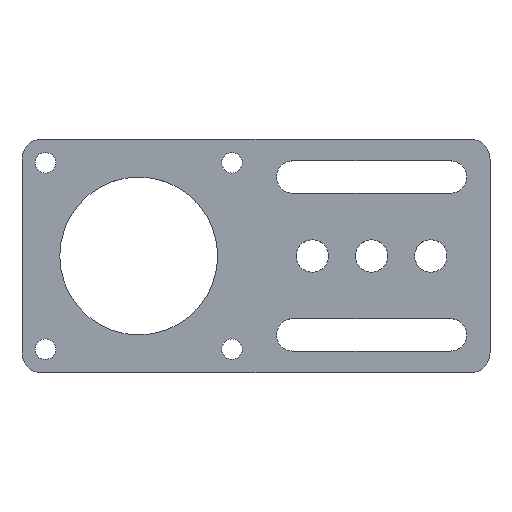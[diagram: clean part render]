
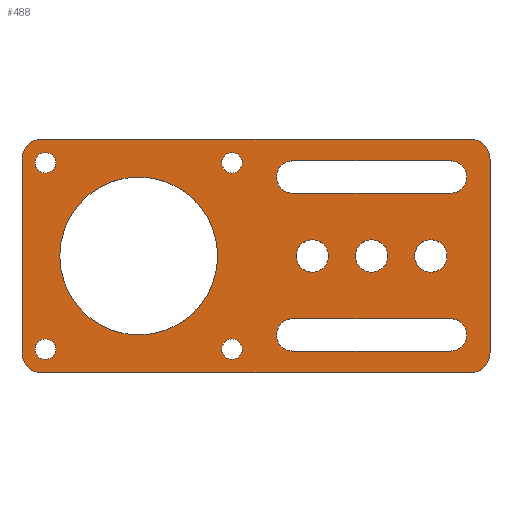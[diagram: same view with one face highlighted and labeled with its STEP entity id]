
A CAD part, top view. The second image highlights one B-rep face of the part: STEP entity #488.
In plain terms, the highlighted planar face has unit normal (0, 0, 1).
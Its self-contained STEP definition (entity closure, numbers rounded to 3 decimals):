
#34=FACE_BOUND('',#89,.T.);
#35=FACE_BOUND('',#90,.T.);
#36=FACE_BOUND('',#91,.T.);
#37=FACE_BOUND('',#92,.T.);
#38=FACE_BOUND('',#93,.T.);
#39=FACE_BOUND('',#94,.T.);
#40=FACE_BOUND('',#95,.T.);
#41=FACE_BOUND('',#96,.T.);
#42=FACE_BOUND('',#97,.T.);
#43=FACE_BOUND('',#98,.T.);
#62=FACE_OUTER_BOUND('',#88,.T.);
#88=EDGE_LOOP('',(#350,#351,#352,#353,#354,#355,#356,#357));
#89=EDGE_LOOP('',(#358));
#90=EDGE_LOOP('',(#359,#360,#361,#362));
#91=EDGE_LOOP('',(#363,#364,#365,#366));
#92=EDGE_LOOP('',(#367));
#93=EDGE_LOOP('',(#368));
#94=EDGE_LOOP('',(#369));
#95=EDGE_LOOP('',(#370));
#96=EDGE_LOOP('',(#371));
#97=EDGE_LOOP('',(#372));
#98=EDGE_LOOP('',(#373));
#142=LINE('',#730,#174);
#143=LINE('',#734,#175);
#144=LINE('',#738,#176);
#145=LINE('',#741,#177);
#146=LINE('',#748,#178);
#147=LINE('',#751,#179);
#148=LINE('',#756,#180);
#149=LINE('',#759,#181);
#174=VECTOR('',#580,108.57);
#175=VECTOR('',#583,49.14);
#176=VECTOR('',#586,108.57);
#177=VECTOR('',#589,49.14);
#178=VECTOR('',#594,40.);
#179=VECTOR('',#597,40.);
#180=VECTOR('',#600,40.);
#181=VECTOR('',#603,40.);
#206=CIRCLE('',#517,5.);
#207=CIRCLE('',#518,5.);
#208=CIRCLE('',#519,5.);
#209=CIRCLE('',#520,5.);
#210=CIRCLE('',#521,20.);
#211=CIRCLE('',#522,4.1);
#212=CIRCLE('',#523,4.1);
#213=CIRCLE('',#524,4.1);
#214=CIRCLE('',#525,4.1);
#215=CIRCLE('',#526,4.1);
#216=CIRCLE('',#527,4.1);
#217=CIRCLE('',#528,4.1);
#218=CIRCLE('',#529,2.6);
#219=CIRCLE('',#530,2.6);
#220=CIRCLE('',#531,2.6);
#221=CIRCLE('',#532,2.6);
#238=VERTEX_POINT('',#726);
#239=VERTEX_POINT('',#727);
#240=VERTEX_POINT('',#729);
#241=VERTEX_POINT('',#731);
#242=VERTEX_POINT('',#733);
#243=VERTEX_POINT('',#735);
#244=VERTEX_POINT('',#737);
#245=VERTEX_POINT('',#739);
#246=VERTEX_POINT('',#742);
#247=VERTEX_POINT('',#744);
#248=VERTEX_POINT('',#745);
#249=VERTEX_POINT('',#747);
#250=VERTEX_POINT('',#749);
#251=VERTEX_POINT('',#752);
#252=VERTEX_POINT('',#753);
#253=VERTEX_POINT('',#755);
#254=VERTEX_POINT('',#757);
#255=VERTEX_POINT('',#760);
#256=VERTEX_POINT('',#762);
#257=VERTEX_POINT('',#764);
#258=VERTEX_POINT('',#766);
#259=VERTEX_POINT('',#768);
#260=VERTEX_POINT('',#770);
#261=VERTEX_POINT('',#772);
#286=EDGE_CURVE('',#238,#239,#206,.T.);
#287=EDGE_CURVE('',#239,#240,#142,.T.);
#288=EDGE_CURVE('',#240,#241,#207,.T.);
#289=EDGE_CURVE('',#241,#242,#143,.T.);
#290=EDGE_CURVE('',#242,#243,#208,.T.);
#291=EDGE_CURVE('',#243,#244,#144,.T.);
#292=EDGE_CURVE('',#244,#245,#209,.T.);
#293=EDGE_CURVE('',#245,#238,#145,.T.);
#294=EDGE_CURVE('',#246,#246,#210,.T.);
#295=EDGE_CURVE('',#247,#248,#211,.T.);
#296=EDGE_CURVE('',#248,#249,#146,.T.);
#297=EDGE_CURVE('',#249,#250,#212,.T.);
#298=EDGE_CURVE('',#250,#247,#147,.T.);
#299=EDGE_CURVE('',#251,#252,#213,.T.);
#300=EDGE_CURVE('',#252,#253,#148,.T.);
#301=EDGE_CURVE('',#253,#254,#214,.T.);
#302=EDGE_CURVE('',#254,#251,#149,.T.);
#303=EDGE_CURVE('',#255,#255,#215,.T.);
#304=EDGE_CURVE('',#256,#256,#216,.T.);
#305=EDGE_CURVE('',#257,#257,#217,.T.);
#306=EDGE_CURVE('',#258,#258,#218,.T.);
#307=EDGE_CURVE('',#259,#259,#219,.T.);
#308=EDGE_CURVE('',#260,#260,#220,.T.);
#309=EDGE_CURVE('',#261,#261,#221,.T.);
#350=ORIENTED_EDGE('',*,*,#286,.T.);
#351=ORIENTED_EDGE('',*,*,#287,.T.);
#352=ORIENTED_EDGE('',*,*,#288,.T.);
#353=ORIENTED_EDGE('',*,*,#289,.T.);
#354=ORIENTED_EDGE('',*,*,#290,.T.);
#355=ORIENTED_EDGE('',*,*,#291,.T.);
#356=ORIENTED_EDGE('',*,*,#292,.T.);
#357=ORIENTED_EDGE('',*,*,#293,.T.);
#358=ORIENTED_EDGE('',*,*,#294,.T.);
#359=ORIENTED_EDGE('',*,*,#295,.T.);
#360=ORIENTED_EDGE('',*,*,#296,.T.);
#361=ORIENTED_EDGE('',*,*,#297,.T.);
#362=ORIENTED_EDGE('',*,*,#298,.T.);
#363=ORIENTED_EDGE('',*,*,#299,.T.);
#364=ORIENTED_EDGE('',*,*,#300,.T.);
#365=ORIENTED_EDGE('',*,*,#301,.T.);
#366=ORIENTED_EDGE('',*,*,#302,.T.);
#367=ORIENTED_EDGE('',*,*,#303,.T.);
#368=ORIENTED_EDGE('',*,*,#304,.T.);
#369=ORIENTED_EDGE('',*,*,#305,.T.);
#370=ORIENTED_EDGE('',*,*,#306,.T.);
#371=ORIENTED_EDGE('',*,*,#307,.T.);
#372=ORIENTED_EDGE('',*,*,#308,.T.);
#373=ORIENTED_EDGE('',*,*,#309,.T.);
#478=PLANE('',#516);
#488=ADVANCED_FACE('',(#62,#34,#35,#36,#37,#38,#39,#40,#41,#42,#43),#478,
 .T.);
#516=AXIS2_PLACEMENT_3D('',#725,#576,#577);
#517=AXIS2_PLACEMENT_3D('',#728,#578,#579);
#518=AXIS2_PLACEMENT_3D('',#732,#581,#582);
#519=AXIS2_PLACEMENT_3D('',#736,#584,#585);
#520=AXIS2_PLACEMENT_3D('',#740,#587,#588);
#521=AXIS2_PLACEMENT_3D('',#743,#590,#591);
#522=AXIS2_PLACEMENT_3D('',#746,#592,#593);
#523=AXIS2_PLACEMENT_3D('',#750,#595,#596);
#524=AXIS2_PLACEMENT_3D('',#754,#598,#599);
#525=AXIS2_PLACEMENT_3D('',#758,#601,#602);
#526=AXIS2_PLACEMENT_3D('',#761,#604,#605);
#527=AXIS2_PLACEMENT_3D('',#763,#606,#607);
#528=AXIS2_PLACEMENT_3D('',#765,#608,#609);
#529=AXIS2_PLACEMENT_3D('',#767,#610,#611);
#530=AXIS2_PLACEMENT_3D('',#769,#612,#613);
#531=AXIS2_PLACEMENT_3D('',#771,#614,#615);
#532=AXIS2_PLACEMENT_3D('',#773,#616,#617);
#576=DIRECTION('center_axis',(0.,0.,1.));
#577=DIRECTION('ref_axis',(1.,0.,0.));
#578=DIRECTION('center_axis',(0.,0.,1.));
#579=DIRECTION('ref_axis',(-1.,0.,0.));
#580=DIRECTION('',(1.,0.,0.));
#581=DIRECTION('center_axis',(0.,0.,1.));
#582=DIRECTION('ref_axis',(0.,-1.,0.));
#583=DIRECTION('',(0.,1.,0.));
#584=DIRECTION('center_axis',(0.,0.,1.));
#585=DIRECTION('ref_axis',(1.,0.,0.));
#586=DIRECTION('',(-1.,0.,0.));
#587=DIRECTION('center_axis',(0.,0.,1.));
#588=DIRECTION('ref_axis',(0.,1.,0.));
#589=DIRECTION('',(0.,-1.,0.));
#590=DIRECTION('center_axis',(0.,0.,-1.));
#591=DIRECTION('ref_axis',(-1.,0.,0.));
#592=DIRECTION('center_axis',(0.,0.,-1.));
#593=DIRECTION('ref_axis',(0.,1.,0.));
#594=DIRECTION('',(-1.,0.,0.));
#595=DIRECTION('center_axis',(0.,0.,-1.));
#596=DIRECTION('ref_axis',(0.,-1.,0.));
#597=DIRECTION('',(1.,0.,0.));
#598=DIRECTION('center_axis',(0.,0.,-1.));
#599=DIRECTION('ref_axis',(0.,-1.,0.));
#600=DIRECTION('',(1.,0.,0.));
#601=DIRECTION('center_axis',(0.,0.,-1.));
#602=DIRECTION('ref_axis',(0.,1.,0.));
#603=DIRECTION('',(-1.,0.,0.));
#604=DIRECTION('center_axis',(0.,0.,-1.));
#605=DIRECTION('ref_axis',(-1.,0.,0.));
#606=DIRECTION('center_axis',(0.,0.,-1.));
#607=DIRECTION('ref_axis',(-1.,0.,0.));
#608=DIRECTION('center_axis',(0.,0.,-1.));
#609=DIRECTION('ref_axis',(-1.,0.,0.));
#610=DIRECTION('center_axis',(0.,0.,-1.));
#611=DIRECTION('ref_axis',(-1.,0.,0.));
#612=DIRECTION('center_axis',(0.,0.,-1.));
#613=DIRECTION('ref_axis',(-1.,0.,0.));
#614=DIRECTION('center_axis',(0.,0.,-1.));
#615=DIRECTION('ref_axis',(-1.,0.,0.));
#616=DIRECTION('center_axis',(0.,0.,-1.));
#617=DIRECTION('ref_axis',(-1.,0.,0.));
#725=CARTESIAN_POINT('Origin',(29.715,0.,3.5));
#726=CARTESIAN_POINT('',(-29.57,-24.57,3.5));
#727=CARTESIAN_POINT('',(-24.57,-29.57,3.5));
#728=CARTESIAN_POINT('Origin',(-24.57,-24.57,3.5));
#729=CARTESIAN_POINT('',(84.,-29.57,3.5));
#730=CARTESIAN_POINT('',(-24.57,-29.57,3.5));
#731=CARTESIAN_POINT('',(89.,-24.57,3.5));
#732=CARTESIAN_POINT('Origin',(84.,-24.57,3.5));
#733=CARTESIAN_POINT('',(89.,24.57,3.5));
#734=CARTESIAN_POINT('',(89.,-24.57,3.5));
#735=CARTESIAN_POINT('',(84.,29.57,3.5));
#736=CARTESIAN_POINT('Origin',(84.,24.57,3.5));
#737=CARTESIAN_POINT('',(-24.57,29.57,3.5));
#738=CARTESIAN_POINT('',(84.,29.57,3.5));
#739=CARTESIAN_POINT('',(-29.57,24.57,3.5));
#740=CARTESIAN_POINT('Origin',(-24.57,24.57,3.5));
#741=CARTESIAN_POINT('',(-29.57,24.57,3.5));
#742=CARTESIAN_POINT('',(20.,0.,3.5));
#743=CARTESIAN_POINT('Origin',(0.,0.,
3.5));
#744=CARTESIAN_POINT('',(79.,24.1,3.5));
#745=CARTESIAN_POINT('',(79.,15.9,3.5));
#746=CARTESIAN_POINT('Origin',(79.,20.,3.5));
#747=CARTESIAN_POINT('',(39.,15.9,3.5));
#748=CARTESIAN_POINT('',(34.358,15.9,3.5));
#749=CARTESIAN_POINT('',(39.,24.1,3.5));
#750=CARTESIAN_POINT('Origin',(39.,20.,3.5));
#751=CARTESIAN_POINT('',(54.358,24.1,3.5));
#752=CARTESIAN_POINT('',(39.,-24.1,3.5));
#753=CARTESIAN_POINT('',(39.,-15.9,3.5));
#754=CARTESIAN_POINT('Origin',(39.,-20.,3.5));
#755=CARTESIAN_POINT('',(79.,-15.9,3.5));
#756=CARTESIAN_POINT('',(54.358,-15.9,3.5));
#757=CARTESIAN_POINT('',(79.,-24.1,3.5));
#758=CARTESIAN_POINT('Origin',(79.,-20.,3.5));
#759=CARTESIAN_POINT('',(34.358,-24.1,3.5));
#760=CARTESIAN_POINT('',(48.1,0.,3.5));
#761=CARTESIAN_POINT('Origin',(44.,0.,3.5));
#762=CARTESIAN_POINT('',(63.1,0.,3.5));
#763=CARTESIAN_POINT('Origin',(59.,0.,3.5));
#764=CARTESIAN_POINT('',(78.1,0.,3.5));
#765=CARTESIAN_POINT('Origin',(74.,0.,3.5));
#766=CARTESIAN_POINT('',(-21.022,23.622,3.5));
#767=CARTESIAN_POINT('Origin',(-23.622,23.622,3.5));
#768=CARTESIAN_POINT('',(26.222,-23.622,3.5));
#769=CARTESIAN_POINT('Origin',(23.622,-23.622,3.5));
#770=CARTESIAN_POINT('',(26.222,23.622,3.5));
#771=CARTESIAN_POINT('Origin',(23.622,23.622,3.5));
#772=CARTESIAN_POINT('',(-21.022,-23.622,3.5));
#773=CARTESIAN_POINT('Origin',(-23.622,-23.622,3.5));
